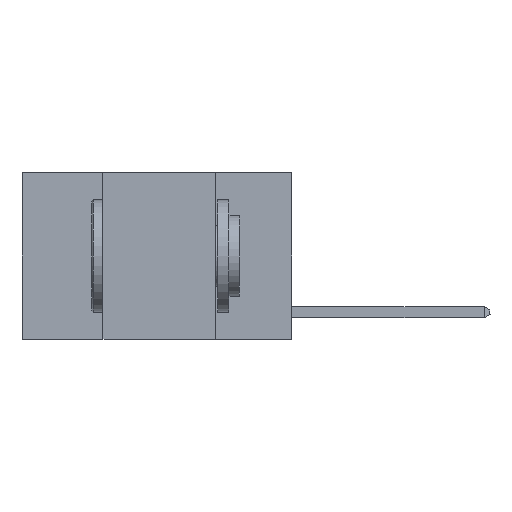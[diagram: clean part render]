
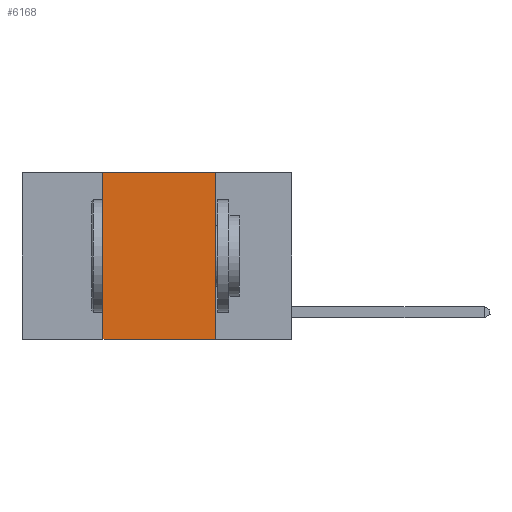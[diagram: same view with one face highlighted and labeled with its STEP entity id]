
A CAD part, left-side view. The second image highlights one B-rep face of the part: STEP entity #6168.
In plain terms, the highlighted planar face has unit normal (-1, 0, 0).
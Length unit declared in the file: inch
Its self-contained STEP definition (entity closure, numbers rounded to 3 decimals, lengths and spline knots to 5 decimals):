
#70 = VECTOR ( 'NONE', #6022, 39.37008 ) ;
#522 = EDGE_LOOP ( 'NONE', ( #10694, #4236, #14393, #4358 ) ) ;
#532 = VECTOR ( 'NONE', #875, 39.37008 ) ;
#700 = LINE ( 'NONE', #2836, #70 ) ;
#875 = DIRECTION ( 'NONE',  ( 0., 0., -1. ) ) ;
#889 = VECTOR ( 'NONE', #5244, 39.37008 ) ;
#2836 = CARTESIAN_POINT ( 'NONE',  ( 0., 0.42, 0. ) ) ;
#4114 = DIRECTION ( 'NONE',  ( 1., 0., 0. ) ) ;
#4196 = DIRECTION ( 'NONE',  ( 0., 0., -1. ) ) ;
#4236 = ORIENTED_EDGE ( 'NONE', *, *, #12536, .F. ) ;
#4358 = ORIENTED_EDGE ( 'NONE', *, *, #5983, .T. ) ;
#5244 = DIRECTION ( 'NONE',  ( 0., -1., 0. ) ) ;
#5706 = LINE ( 'NONE', #5772, #12817 ) ;
#5772 = CARTESIAN_POINT ( 'NONE',  ( 0., 0.6, -0.37 ) ) ;
#5983 = EDGE_CURVE ( 'NONE', #14262, #10175, #5706, .T. ) ;
#6022 = DIRECTION ( 'NONE',  ( 0., 0., 1. ) ) ;
#6168 = ADVANCED_FACE ( 'NONE', ( #10783 ), #14354, .F. ) ;
#6237 = EDGE_CURVE ( 'NONE', #8719, #10175, #13310, .T. ) ;
#6486 = EDGE_CURVE ( 'NONE', #14262, #8068, #700, .T. ) ;
#7167 = CARTESIAN_POINT ( 'NONE',  ( 0., 0.17, 0. ) ) ;
#7809 = CARTESIAN_POINT ( 'NONE',  ( 0., 0.42, -0.37 ) ) ;
#8068 = VERTEX_POINT ( 'NONE', #11214 ) ;
#8719 = VERTEX_POINT ( 'NONE', #7167 ) ;
#10175 = VERTEX_POINT ( 'NONE', #11348 ) ;
#10694 = ORIENTED_EDGE ( 'NONE', *, *, #6237, .F. ) ;
#10783 = FACE_OUTER_BOUND ( 'NONE', #522, .T. ) ;
#10784 = CARTESIAN_POINT ( 'NONE',  ( 0., 0.6, 0. ) ) ;
#10861 = CARTESIAN_POINT ( 'NONE',  ( 0., 0.6, 0. ) ) ;
#11214 = CARTESIAN_POINT ( 'NONE',  ( 0., 0.42, 0. ) ) ;
#11348 = CARTESIAN_POINT ( 'NONE',  ( 0., 0.17, -0.37 ) ) ;
#12536 = EDGE_CURVE ( 'NONE', #8068, #8719, #14135, .T. ) ;
#12817 = VECTOR ( 'NONE', #13546, 39.37008 ) ;
#13016 = CARTESIAN_POINT ( 'NONE',  ( 0., 0.17, 0. ) ) ;
#13074 = AXIS2_PLACEMENT_3D ( 'NONE', #10861, #4114, #4196 ) ;
#13310 = LINE ( 'NONE', #13016, #532 ) ;
#13546 = DIRECTION ( 'NONE',  ( 0., -1., 0. ) ) ;
#14135 = LINE ( 'NONE', #10784, #889 ) ;
#14262 = VERTEX_POINT ( 'NONE', #7809 ) ;
#14354 = PLANE ( 'NONE',  #13074 ) ;
#14393 = ORIENTED_EDGE ( 'NONE', *, *, #6486, .F. ) ;
